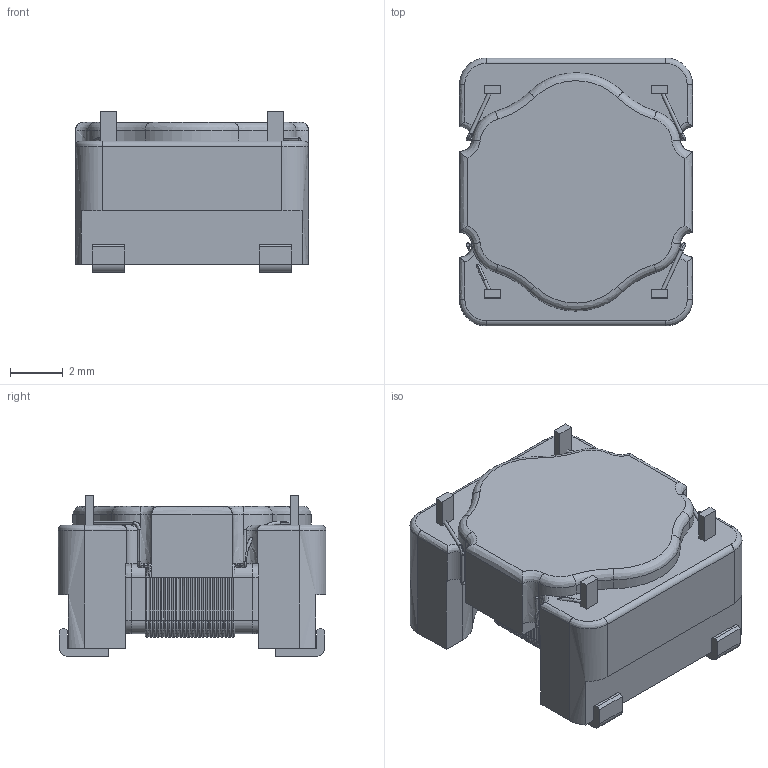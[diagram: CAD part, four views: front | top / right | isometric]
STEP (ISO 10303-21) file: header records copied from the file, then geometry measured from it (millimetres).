
FILE_DESCRIPTION(('FreeCAD Model'),'2;1');
FILE_NAME('Open CASCADE Shape Model','2025-04-29T09:48:36',('FreeCAD'),( 'FreeCAD'),'Open CASCADE STEP processor 7.6','FreeCAD','Unknown');
FILE_SCHEMA(('AUTOMOTIVE_DESIGN { 1 0 10303 214 1 1 1 1 }'));
Products named in the file (1): Open CASCADE STEP translator 7.6 1
Bounding box: 8.83 x 10.15 x 6.09 mm (x, y, z)
Volume: 300.1 mm3; surface area: 800 mm2
Topology: 7 solids, 7 shells, 1097 faces, 2883 edges, 1796 vertices
Faces by surface type: bspline 1097
Entity records: 63846 total; most frequent: CARTESIAN_POINT 48863, ORIENTED_EDGE 5754, EDGE_CURVE 2877, VERTEX_POINT 1796, FACE_BOUND 1109, EDGE_LOOP 1109, ADVANCED_FACE 1097, B_SPLINE_CURVE_WITH_KNOTS 1059
